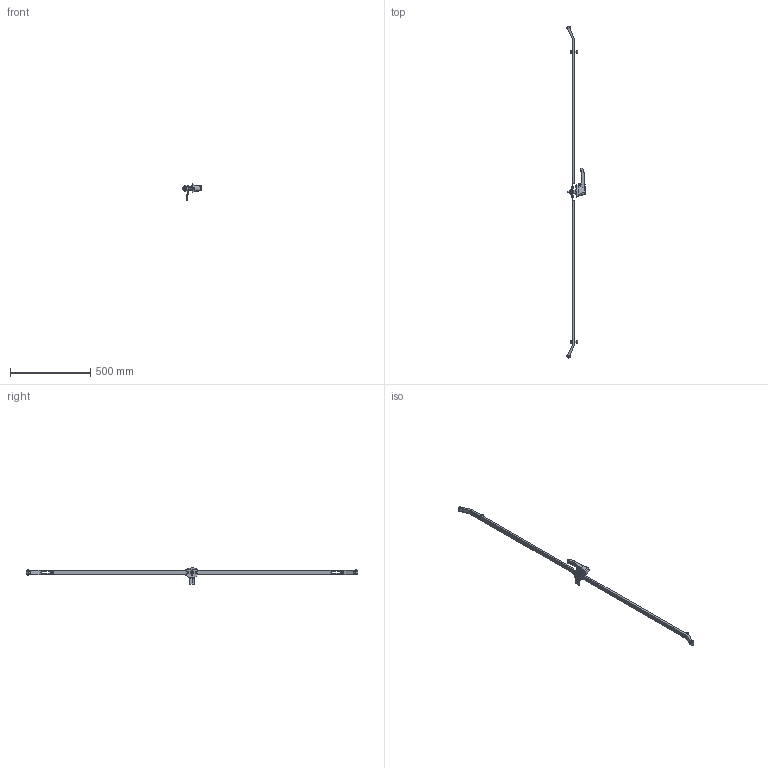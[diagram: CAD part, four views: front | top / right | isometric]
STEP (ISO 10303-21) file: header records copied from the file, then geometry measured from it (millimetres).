
FILE_DESCRIPTION (( 'STEP AP214' ), '1' );
FILE_NAME ('MHK3.STEP', '2019-07-18T10:42:10', ( '' ), ( '' ), 'SwSTEP 2.0', 'SolidWorks 2018', '' );
FILE_SCHEMA (( 'AUTOMOTIVE_DESIGN' ));
Length unit declared in the file: inch
Products named in the file (1): MHK3
Bounding box: 113.63 x 2069.92 x 100.96 mm (x, y, z)
Volume: 400014.6 mm3; surface area: 268671.2 mm2
Topology: 32 solids, 32 shells, 543 faces, 1321 edges, 861 vertices
Faces by surface type: plane 268, cylinder 212, bspline 49, cone 10, torus 4
Entity records: 27425 total; most frequent: CARTESIAN_POINT 7190, ORIENTED_EDGE 2638, DIRECTION 2610, EDGE_CURVE 1319, AXIS2_PLACEMENT_3D 952, VERTEX_POINT 861, VECTOR 706, LINE 706
